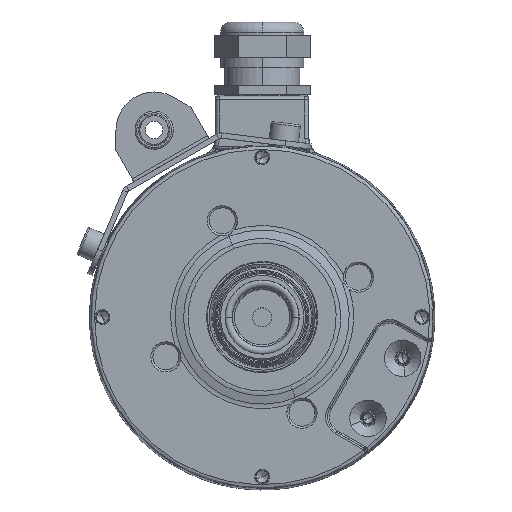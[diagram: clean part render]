
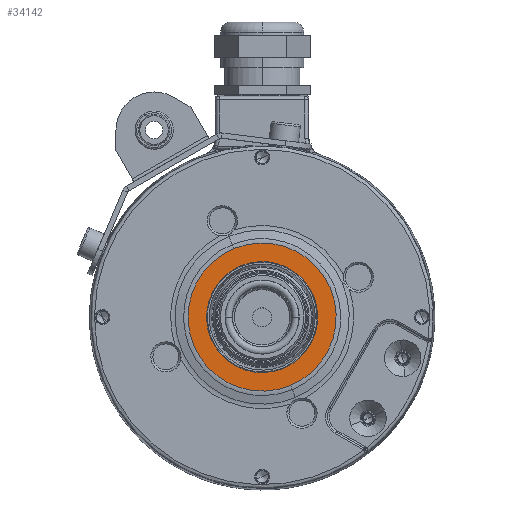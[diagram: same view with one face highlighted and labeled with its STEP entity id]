
A CAD part, top view. The second image highlights one B-rep face of the part: STEP entity #34142.
In plain terms, the highlighted planar face has unit normal (0, 0, 1).
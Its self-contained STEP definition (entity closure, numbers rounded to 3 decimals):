
#11745=CARTESIAN_POINT('',(0.,0.,-36.6));
#11746=DIRECTION('',(0.,0.,-1.));
#11747=DIRECTION('',(-0.383,0.924,0.));
#11748=AXIS2_PLACEMENT_3D('',#11745,#11746,#11747);
#11750=CARTESIAN_POINT('',(0.,0.,-36.6));
#11751=DIRECTION('',(0.,0.,-1.));
#11752=DIRECTION('',(0.383,-0.924,0.));
#11753=AXIS2_PLACEMENT_3D('',#11750,#11751,#11752);
#11755=CARTESIAN_POINT('',(0.,0.,-36.6));
#11756=DIRECTION('',(0.,0.,1.));
#11757=DIRECTION('',(0.924,0.383,0.));
#11758=AXIS2_PLACEMENT_3D('',#11755,#11756,#11757);
#11760=CARTESIAN_POINT('',(0.,0.,-36.6));
#11761=DIRECTION('',(0.,0.,1.));
#11762=DIRECTION('',(-0.924,-0.383,0.));
#11763=AXIS2_PLACEMENT_3D('',#11760,#11761,#11762);
#24360=CARTESIAN_POINT('',(-8.167,19.717,-36.6));
#24361=CARTESIAN_POINT('',(8.167,-19.717,-36.6));
#24362=VERTEX_POINT('',#24360);
#24363=VERTEX_POINT('',#24361);
#24682=CARTESIAN_POINT('',(14.782,6.123,-36.6));
#24683=CARTESIAN_POINT('',(-14.782,-6.123,-36.6));
#24684=VERTEX_POINT('',#24682);
#24685=VERTEX_POINT('',#24683);
#34127=CARTESIAN_POINT('',(0.,0.,-36.6));
#34128=DIRECTION('',(0.,0.,-1.));
#34129=DIRECTION('',(0.383,-0.924,0.));
#34130=AXIS2_PLACEMENT_3D('',#34127,#34128,#34129);
#34131=PLANE('',#34130);
#34133=ORIENTED_EDGE('',*,*,#34132,.T.);
#34135=ORIENTED_EDGE('',*,*,#34134,.T.);
#34136=EDGE_LOOP('',(#34133,#34135));
#34137=FACE_OUTER_BOUND('',#34136,.F.);
#34138=ORIENTED_EDGE('',*,*,#34102,.T.);
#34139=ORIENTED_EDGE('',*,*,#34087,.T.);
#34140=EDGE_LOOP('',(#34138,#34139));
#34141=FACE_BOUND('',#34140,.F.);
#11749=CIRCLE('',#11748,21.342);
#11754=CIRCLE('',#11753,21.342);
#11759=CIRCLE('',#11758,16.);
#11764=CIRCLE('',#11763,16.);
#34087=EDGE_CURVE('',#24685,#24684,#11764,.T.);
#34102=EDGE_CURVE('',#24684,#24685,#11759,.T.);
#34132=EDGE_CURVE('',#24362,#24363,#11749,.T.);
#34134=EDGE_CURVE('',#24363,#24362,#11754,.T.);
#34142=ADVANCED_FACE('',(#34137,#34141),#34131,.F.);
